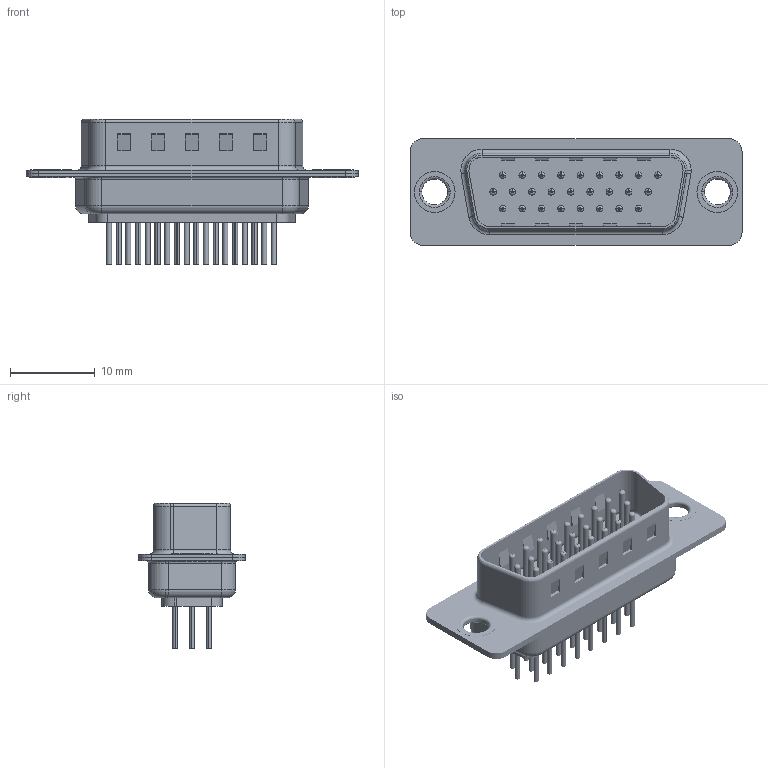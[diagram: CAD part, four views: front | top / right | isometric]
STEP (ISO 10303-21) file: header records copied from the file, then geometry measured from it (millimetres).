
FILE_DESCRIPTION (( 'STEP AP203' ), '1' );
FILE_NAME ('MHHDD-26MNS-A1.STEP', '2025-11-21T19:35:16', ( '' ), ( '' ), 'SwSTEP 2.0', 'SolidWorks 2023', '' );
FILE_SCHEMA (( 'CONFIG_CONTROL_DESIGN' ));
Length unit declared in the file: millimetre
Products named in the file (8): MHHDD-26MNS-A1; MHHDD Contact Row 1_30; MHHDD Housing_26 Contacts; MHHDD Contact Row 2_30; MHHDD Thru Hole Rivet; MHHDD Shell Front_26 Contacts; MHHDD Shell Rear_26 Contacts; MHHDD Contact Row 3_30
Assembly tree (31 placements, depth 2):
  MHHDD-26MNS-A1
    MHHDD Housing_26 Contacts
    MHHDD Shell Front_26 Contacts
    MHHDD Shell Rear_26 Contacts
    MHHDD Contact Row 1_30  x9
    MHHDD Contact Row 2_30  x9
    MHHDD Contact Row 3_30  x8
    MHHDD Thru Hole Rivet  x2
Bounding box: 39.14 x 12.55 x 17.15 mm (x, y, z)
Volume: 1715.5 mm3; surface area: 6432.2 mm2
Topology: 31 solids, 31 shells, 2914 faces, 7665 edges, 4720 vertices
Faces by surface type: cylinder 1079, torus 812, plane 763, cone 260
Entity records: 25633 total; most frequent: CARTESIAN_POINT 4817, DIRECTION 4396, ORIENTED_EDGE 3840, EDGE_CURVE 1920, AXIS2_PLACEMENT_3D 1781, VERTEX_POINT 1217, CIRCLE 969, EDGE_LOOP 925
